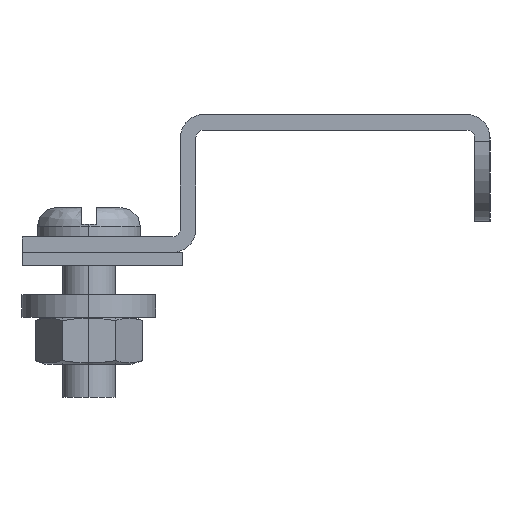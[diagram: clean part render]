
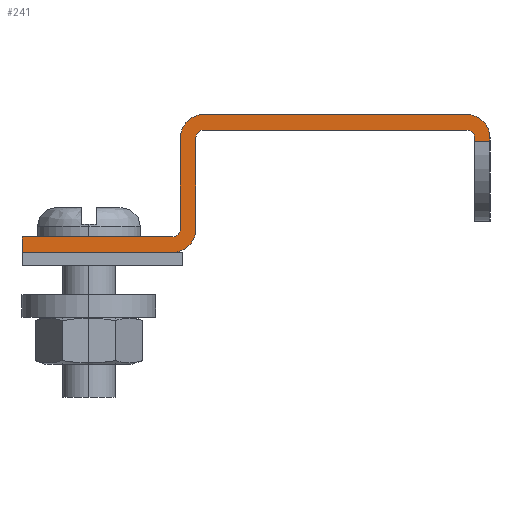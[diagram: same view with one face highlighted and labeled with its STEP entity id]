
A CAD part, left-side view. The second image highlights one B-rep face of the part: STEP entity #241.
In plain terms, the highlighted planar face has unit normal (-1, 0, 0).
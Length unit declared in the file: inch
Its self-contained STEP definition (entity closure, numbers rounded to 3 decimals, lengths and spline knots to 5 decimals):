
#11 = DIRECTION ( 'NONE',  ( 0., -1., 0. ) ) ;
#13 = EDGE_CURVE ( 'NONE', #400, #195, #404, .T. ) ;
#24 = ORIENTED_EDGE ( 'NONE', *, *, #2197, .T. ) ;
#32 = ORIENTED_EDGE ( 'NONE', *, *, #1411, .T. ) ;
#59 = DIRECTION ( 'NONE',  ( -1., 0., 0. ) ) ;
#91 = DIRECTION ( 'NONE',  ( 1., 0., 0. ) ) ;
#98 = LINE ( 'NONE', #1977, #609 ) ;
#111 = ORIENTED_EDGE ( 'NONE', *, *, #615, .T. ) ;
#112 = CARTESIAN_POINT ( 'NONE',  ( -23.5, 0.3535, 0.464 ) ) ;
#132 = CARTESIAN_POINT ( 'NONE',  ( -23.5, -1.094, 0.447 ) ) ;
#145 = VECTOR ( 'NONE', #1164, 39.37008 ) ;
#195 = VERTEX_POINT ( 'NONE', #2298 ) ;
#201 = CIRCLE ( 'NONE', #613, 0.036 ) ;
#213 = EDGE_CURVE ( 'NONE', #1328, #1279, #2481, .T. ) ;
#239 = VERTEX_POINT ( 'NONE', #662 ) ;
#241 = ADVANCED_FACE ( 'NONE', ( #2323 ), #2217, .T. ) ;
#296 = CIRCLE ( 'NONE', #1967, 0.108 ) ;
#297 = CARTESIAN_POINT ( 'NONE',  ( -23.5, 1.094, 0.572 ) ) ;
#308 = CARTESIAN_POINT ( 'NONE',  ( -23.5, -1.022, 0.447 ) ) ;
#393 = VERTEX_POINT ( 'NONE', #2250 ) ;
#400 = VERTEX_POINT ( 'NONE', #449 ) ;
#404 = CIRCLE ( 'NONE', #1152, 0.108 ) ;
#427 = ORIENTED_EDGE ( 'NONE', *, *, #213, .T. ) ;
#432 = LINE ( 'NONE', #1846, #1233 ) ;
#449 = CARTESIAN_POINT ( 'NONE',  ( -23.5, 0.3895, -0.072 ) ) ;
#471 = DIRECTION ( 'NONE',  ( 0., 0., 1. ) ) ;
#481 = DIRECTION ( 'NONE',  ( 1., 0., 0. ) ) ;
#492 = CARTESIAN_POINT ( 'NONE',  ( -23.5, -1.022, 0.464 ) ) ;
#525 = EDGE_CURVE ( 'NONE', #2073, #2564, #1646, .T. ) ;
#526 = CARTESIAN_POINT ( 'NONE',  ( -23.5, -0.986, 0.464 ) ) ;
#579 = DIRECTION ( 'NONE',  ( 0., 0., -1. ) ) ;
#609 = VECTOR ( 'NONE', #11, 39.37008 ) ;
#613 = AXIS2_PLACEMENT_3D ( 'NONE', #526, #2307, #910 ) ;
#615 = EDGE_CURVE ( 'NONE', #2282, #400, #98, .T. ) ;
#647 = CARTESIAN_POINT ( 'NONE',  ( -23.5, 0.3535, 0.036 ) ) ;
#651 = CARTESIAN_POINT ( 'NONE',  ( -23.5, 0.3535, 0.5 ) ) ;
#662 = CARTESIAN_POINT ( 'NONE',  ( -23.5, 0.3895, 0. ) ) ;
#678 = VECTOR ( 'NONE', #1235, 39.37008 ) ;
#708 = VERTEX_POINT ( 'NONE', #1090 ) ;
#715 = CARTESIAN_POINT ( 'NONE',  ( -23.5, -0.986, 0.572 ) ) ;
#719 = ORIENTED_EDGE ( 'NONE', *, *, #525, .T. ) ;
#729 = CIRCLE ( 'NONE', #2083, 0.036 ) ;
#744 = EDGE_CURVE ( 'NONE', #239, #393, #432, .T. ) ;
#839 = VECTOR ( 'NONE', #2258, 39.37008 ) ;
#900 = AXIS2_PLACEMENT_3D ( 'NONE', #1647, #59, #1849 ) ;
#904 = CARTESIAN_POINT ( 'NONE',  ( -23.5, 0.2455, 0.572 ) ) ;
#910 = DIRECTION ( 'NONE',  ( 0., 0., -1. ) ) ;
#915 = ORIENTED_EDGE ( 'NONE', *, *, #1772, .T. ) ;
#916 = CARTESIAN_POINT ( 'NONE',  ( -23.5, 0.2815, 0.5 ) ) ;
#948 = VECTOR ( 'NONE', #1922, 39.37008 ) ;
#995 = CIRCLE ( 'NONE', #1757, 0.036 ) ;
#1016 = VECTOR ( 'NONE', #2064, 39.37008 ) ;
#1037 = LINE ( 'NONE', #916, #948 ) ;
#1053 = DIRECTION ( 'NONE',  ( 0., 0., -1. ) ) ;
#1076 = CARTESIAN_POINT ( 'NONE',  ( -23.5, 0.2455, 0.464 ) ) ;
#1080 = DIRECTION ( 'NONE',  ( 0., 0., -1. ) ) ;
#1088 = DIRECTION ( 'NONE',  ( -1., 0., 0. ) ) ;
#1090 = CARTESIAN_POINT ( 'NONE',  ( -23.5, 0.2455, 0.5 ) ) ;
#1091 = CARTESIAN_POINT ( 'NONE',  ( -23.5, 1.094, 0.5 ) ) ;
#1106 = EDGE_CURVE ( 'NONE', #708, #1503, #1971, .T. ) ;
#1111 = DIRECTION ( 'NONE',  ( 0., 1., 0. ) ) ;
#1118 = CARTESIAN_POINT ( 'NONE',  ( -23.5, 1.094, 0.447 ) ) ;
#1137 = EDGE_CURVE ( 'NONE', #1238, #2073, #2056, .T. ) ;
#1152 = AXIS2_PLACEMENT_3D ( 'NONE', #2164, #1776, #1176 ) ;
#1163 = VECTOR ( 'NONE', #1537, 39.37008 ) ;
#1164 = DIRECTION ( 'NONE',  ( 0., -1., 0. ) ) ;
#1172 = VERTEX_POINT ( 'NONE', #1964 ) ;
#1176 = DIRECTION ( 'NONE',  ( 0., 0., 1. ) ) ;
#1177 = CARTESIAN_POINT ( 'NONE',  ( -23.5, 1.094, -0.072 ) ) ;
#1233 = VECTOR ( 'NONE', #1111, 39.37008 ) ;
#1235 = DIRECTION ( 'NONE',  ( 0., 0., -1. ) ) ;
#1238 = VERTEX_POINT ( 'NONE', #1834 ) ;
#1246 = AXIS2_PLACEMENT_3D ( 'NONE', #1940, #1773, #1560 ) ;
#1279 = VERTEX_POINT ( 'NONE', #647 ) ;
#1328 = VERTEX_POINT ( 'NONE', #112 ) ;
#1334 = EDGE_CURVE ( 'NONE', #1172, #708, #729, .T. ) ;
#1349 = ORIENTED_EDGE ( 'NONE', *, *, #13, .T. ) ;
#1358 = ORIENTED_EDGE ( 'NONE', *, *, #1524, .T. ) ;
#1369 = ORIENTED_EDGE ( 'NONE', *, *, #1334, .T. ) ;
#1411 = EDGE_CURVE ( 'NONE', #195, #1172, #1037, .T. ) ;
#1468 = LINE ( 'NONE', #1091, #839 ) ;
#1503 = VERTEX_POINT ( 'NONE', #1712 ) ;
#1524 = EDGE_CURVE ( 'NONE', #1503, #2003, #201, .T. ) ;
#1537 = DIRECTION ( 'NONE',  ( 0., -1., 0. ) ) ;
#1560 = DIRECTION ( 'NONE',  ( 0., 0., -1. ) ) ;
#1609 = EDGE_CURVE ( 'NONE', #2088, #2046, #1704, .T. ) ;
#1646 = LINE ( 'NONE', #297, #1016 ) ;
#1647 = CARTESIAN_POINT ( 'NONE',  ( -23.5, 1.094, 0.5 ) ) ;
#1688 = CARTESIAN_POINT ( 'NONE',  ( -23.5, -1.094, 0.5095 ) ) ;
#1704 = LINE ( 'NONE', #1118, #1163 ) ;
#1712 = CARTESIAN_POINT ( 'NONE',  ( -23.5, -0.986, 0.5 ) ) ;
#1757 = AXIS2_PLACEMENT_3D ( 'NONE', #2246, #481, #471 ) ;
#1772 = EDGE_CURVE ( 'NONE', #393, #2282, #1468, .T. ) ;
#1773 = DIRECTION ( 'NONE',  ( -1., 0., 0. ) ) ;
#1776 = DIRECTION ( 'NONE',  ( -1., 0., 0. ) ) ;
#1784 = LINE ( 'NONE', #2352, #2556 ) ;
#1802 = ORIENTED_EDGE ( 'NONE', *, *, #744, .T. ) ;
#1808 = EDGE_CURVE ( 'NONE', #1238, #2046, #2433, .T. ) ;
#1810 = ORIENTED_EDGE ( 'NONE', *, *, #1137, .T. ) ;
#1812 = VECTOR ( 'NONE', #1080, 39.37008 ) ;
#1834 = CARTESIAN_POINT ( 'NONE',  ( -23.5, -1.094, 0.464 ) ) ;
#1842 = ORIENTED_EDGE ( 'NONE', *, *, #1948, .T. ) ;
#1846 = CARTESIAN_POINT ( 'NONE',  ( -23.5, 1.094, 0. ) ) ;
#1849 = DIRECTION ( 'NONE',  ( 0., 0., 1. ) ) ;
#1922 = DIRECTION ( 'NONE',  ( 0., 0., 1. ) ) ;
#1940 = CARTESIAN_POINT ( 'NONE',  ( -23.5, -0.986, 0.464 ) ) ;
#1948 = EDGE_CURVE ( 'NONE', #1279, #239, #995, .T. ) ;
#1955 = EDGE_CURVE ( 'NONE', #2564, #1328, #296, .T. ) ;
#1964 = CARTESIAN_POINT ( 'NONE',  ( -23.5, 0.2815, 0.464 ) ) ;
#1967 = AXIS2_PLACEMENT_3D ( 'NONE', #1076, #1088, #1053 ) ;
#1971 = LINE ( 'NONE', #2348, #145 ) ;
#1977 = CARTESIAN_POINT ( 'NONE',  ( -23.5, 1.094, -0.072 ) ) ;
#2003 = VERTEX_POINT ( 'NONE', #492 ) ;
#2041 = DIRECTION ( 'NONE',  ( 0., 0., -1. ) ) ;
#2046 = VERTEX_POINT ( 'NONE', #132 ) ;
#2056 = CIRCLE ( 'NONE', #1246, 0.108 ) ;
#2062 = ORIENTED_EDGE ( 'NONE', *, *, #1808, .F. ) ;
#2064 = DIRECTION ( 'NONE',  ( 0., 1., 0. ) ) ;
#2068 = ORIENTED_EDGE ( 'NONE', *, *, #1955, .T. ) ;
#2073 = VERTEX_POINT ( 'NONE', #715 ) ;
#2083 = AXIS2_PLACEMENT_3D ( 'NONE', #2459, #91, #2041 ) ;
#2088 = VERTEX_POINT ( 'NONE', #308 ) ;
#2164 = CARTESIAN_POINT ( 'NONE',  ( -23.5, 0.3895, 0.036 ) ) ;
#2197 = EDGE_CURVE ( 'NONE', #2003, #2088, #1784, .T. ) ;
#2217 = PLANE ( 'NONE',  #900 ) ;
#2246 = CARTESIAN_POINT ( 'NONE',  ( -23.5, 0.3895, 0.036 ) ) ;
#2250 = CARTESIAN_POINT ( 'NONE',  ( -23.5, 1.094, 0. ) ) ;
#2258 = DIRECTION ( 'NONE',  ( 0., 0., -1. ) ) ;
#2282 = VERTEX_POINT ( 'NONE', #1177 ) ;
#2298 = CARTESIAN_POINT ( 'NONE',  ( -23.5, 0.2815, 0.036 ) ) ;
#2307 = DIRECTION ( 'NONE',  ( 1., 0., 0. ) ) ;
#2323 = FACE_OUTER_BOUND ( 'NONE', #2462, .T. ) ;
#2348 = CARTESIAN_POINT ( 'NONE',  ( -23.5, -1.094, 0.5 ) ) ;
#2352 = CARTESIAN_POINT ( 'NONE',  ( -23.5, -1.022, 0.5095 ) ) ;
#2433 = LINE ( 'NONE', #1688, #1812 ) ;
#2459 = CARTESIAN_POINT ( 'NONE',  ( -23.5, 0.2455, 0.464 ) ) ;
#2462 = EDGE_LOOP ( 'NONE', ( #2062, #1810, #719, #2068, #427, #1842, #1802, #915, #111, #1349, #32, #1369, #2534, #1358, #24, #2532 ) ) ;
#2481 = LINE ( 'NONE', #651, #678 ) ;
#2532 = ORIENTED_EDGE ( 'NONE', *, *, #1609, .T. ) ;
#2534 = ORIENTED_EDGE ( 'NONE', *, *, #1106, .T. ) ;
#2556 = VECTOR ( 'NONE', #579, 39.37008 ) ;
#2564 = VERTEX_POINT ( 'NONE', #904 ) ;
